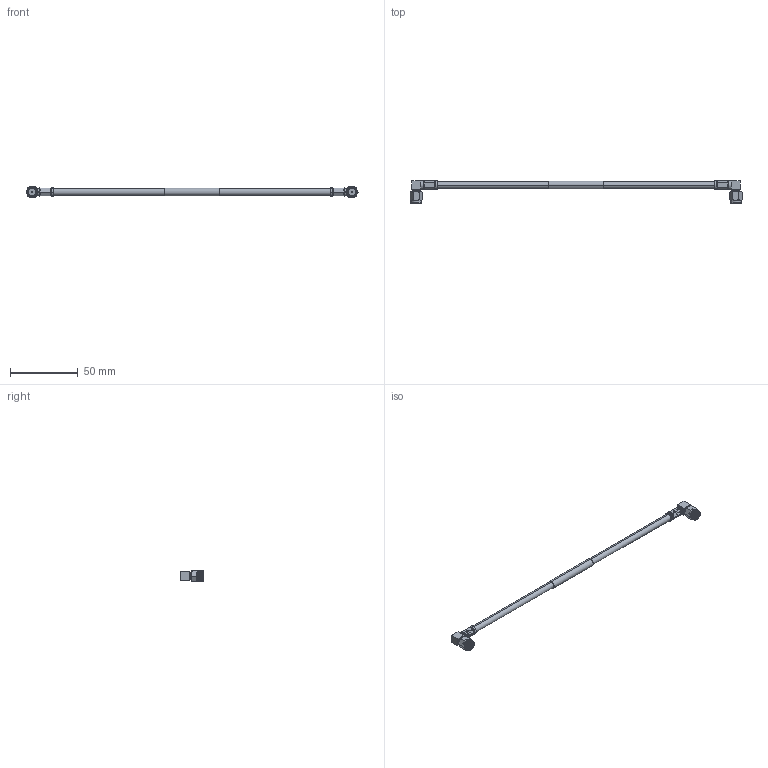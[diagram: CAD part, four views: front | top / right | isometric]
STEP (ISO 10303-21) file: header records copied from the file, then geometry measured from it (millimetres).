
FILE_DESCRIPTION (( 'STEP AP214' ), '1' );
FILE_NAME ('FMC00491-0002_3D.step', '2023-02-23T03:20:10', ( '' ), ( '' ), 'SwSTEP 2.0', 'SolidWorks 2022', '' );
FILE_SCHEMA (( 'AUTOMOTIVE_DESIGN' ));
Length unit declared in the file: inch
Products named in the file (3): LMR-200-UF Ø.195 jacket^FMC00491-0002; FMC00491-0002_3D; SC7030_Crimp Cable - LMR200
Assembly tree (3 placements, depth 2):
  FMC00491-0002_3D
    LMR-200-UF Ø.195 jacket^FMC00491-0002
    SC7030_Crimp Cable - LMR200  x2
Bounding box: 244.35 x 16.54 x 7.92 mm (x, y, z)
Volume: 5746.6 mm3; surface area: 7346.2 mm2
Topology: 4 solids, 4 shells, 2304 faces, 4822 edges, 2544 vertices
Faces by surface type: bspline 1606, cylinder 482, plane 130, cone 74, torus 12
Entity records: 74609 total; most frequent: CARTESIAN_POINT 59315, ORIENTED_EDGE 4840, EDGE_CURVE 2420, VERTEX_POINT 1278, EDGE_LOOP 1168, FACE_OUTER_BOUND 1157, ADVANCED_FACE 1157, DIRECTION 1139
